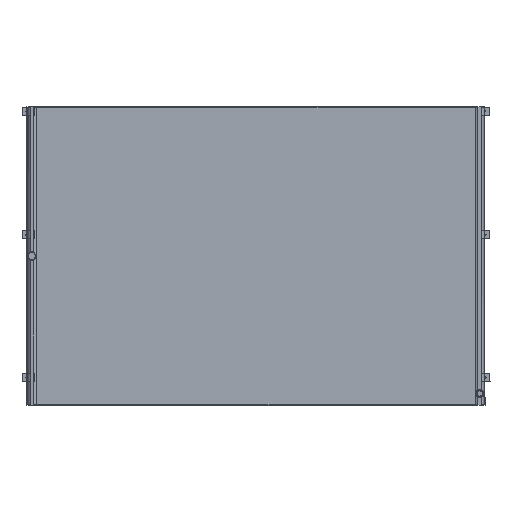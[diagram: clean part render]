
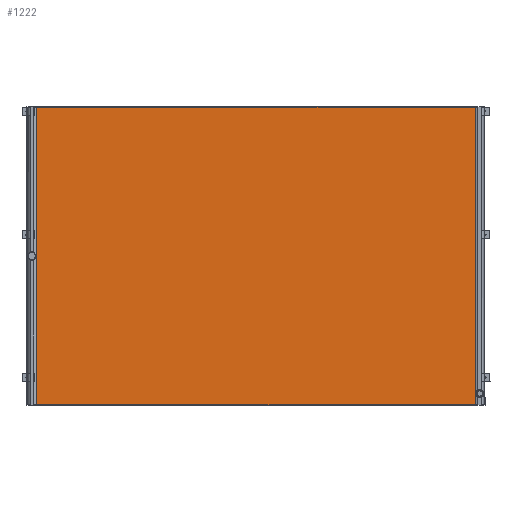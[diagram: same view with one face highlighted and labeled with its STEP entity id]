
A CAD part, top view. The second image highlights one B-rep face of the part: STEP entity #1222.
In plain terms, the highlighted planar face has unit normal (0, 0, 1).
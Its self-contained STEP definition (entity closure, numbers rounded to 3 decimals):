
#543=DIRECTION('',(0.,1.,0.));
#544=VECTOR('',#543,914.);
#545=CARTESIAN_POINT('',(-674.268,-457.,12.7));
#546=LINE('',#545,#544);
#569=DIRECTION('',(-1.,0.,0.));
#570=VECTOR('',#569,1348.536);
#571=CARTESIAN_POINT('',(674.268,-457.,12.7));
#572=LINE('',#571,#570);
#591=DIRECTION('',(1.,0.,0.));
#592=VECTOR('',#591,1348.536);
#593=CARTESIAN_POINT('',(-674.268,457.,12.7));
#594=LINE('',#593,#592);
#619=DIRECTION('',(0.,-1.,0.));
#620=VECTOR('',#619,914.);
#621=CARTESIAN_POINT('',(674.268,457.,12.7));
#622=LINE('',#621,#620);
#901=CARTESIAN_POINT('',(674.268,457.,12.7));
#903=VERTEX_POINT('',#901);
#924=CARTESIAN_POINT('',(-674.268,457.,12.7));
#926=VERTEX_POINT('',#924);
#987=CARTESIAN_POINT('',(674.268,-457.,12.7));
#988=CARTESIAN_POINT('',(-674.268,-457.,12.7));
#989=VERTEX_POINT('',#987);
#990=VERTEX_POINT('',#988);
#1210=CARTESIAN_POINT('',(-684.,457.,12.7));
#1211=DIRECTION('',(0.,0.,1.));
#1212=DIRECTION('',(1.,0.,0.));
#1213=AXIS2_PLACEMENT_3D('',#1210,#1211,#1212);
#1214=PLANE('',#1213);
#1216=ORIENTED_EDGE('',*,*,#1215,.T.);
#1217=ORIENTED_EDGE('',*,*,#1170,.T.);
#1218=ORIENTED_EDGE('',*,*,#1132,.T.);
#1219=ORIENTED_EDGE('',*,*,#1198,.T.);
#1220=EDGE_LOOP('',(#1216,#1217,#1218,#1219));
#1221=FACE_OUTER_BOUND('',#1220,.F.);
#1222=ADVANCED_FACE('',(#1221),#1214,.T.);
#1132=EDGE_CURVE('',#990,#926,#546,.T.);
#1170=EDGE_CURVE('',#989,#990,#572,.T.);
#1198=EDGE_CURVE('',#926,#903,#594,.T.);
#1215=EDGE_CURVE('',#903,#989,#622,.T.);
